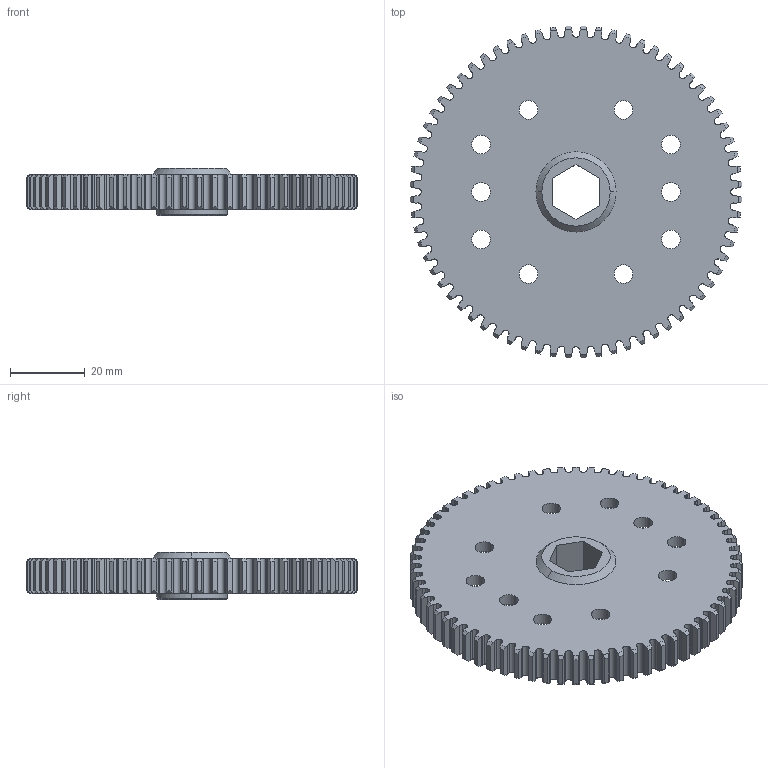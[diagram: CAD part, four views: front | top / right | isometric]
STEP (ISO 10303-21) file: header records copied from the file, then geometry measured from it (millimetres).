
FILE_DESCRIPTION (( 'STEP AP203' ), '1' );
FILE_NAME ('REV-21-1945.STEP', '2022-03-31T16:30:17', ( '' ), ( '' ), 'SwSTEP 2.0', 'SolidWorks 2022', '' );
FILE_SCHEMA (( 'CONFIG_CONTROL_DESIGN' ));
Length unit declared in the file: millimetre
Products named in the file (1): REV-21-1945
Bounding box: 88.85 x 88.85 x 12.7 mm (x, y, z)
Volume: 23053.4 mm3; surface area: 19081.5 mm2
Topology: 1 solids, 1 shells, 761 faces, 2265 edges, 1508 vertices
Faces by surface type: bspline 272, cylinder 190, plane 154, cone 141, torus 4
Entity records: 33723 total; most frequent: CARTESIAN_POINT 15213, ORIENTED_EDGE 4530, DIRECTION 2896, EDGE_CURVE 2265, VERTEX_POINT 1508, AXIS2_PLACEMENT_3D 1023, B_SPLINE_CURVE_WITH_KNOTS 882, LINE 850
